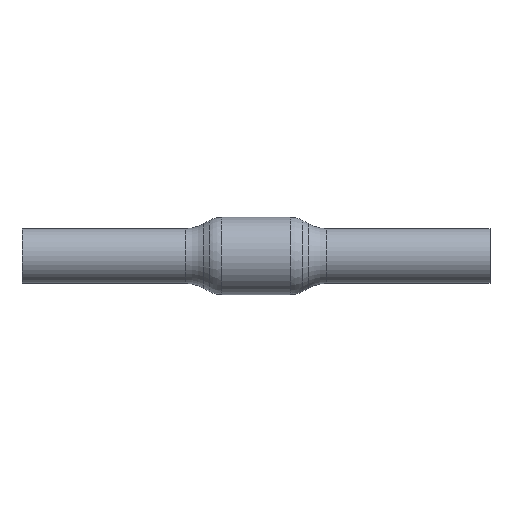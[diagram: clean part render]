
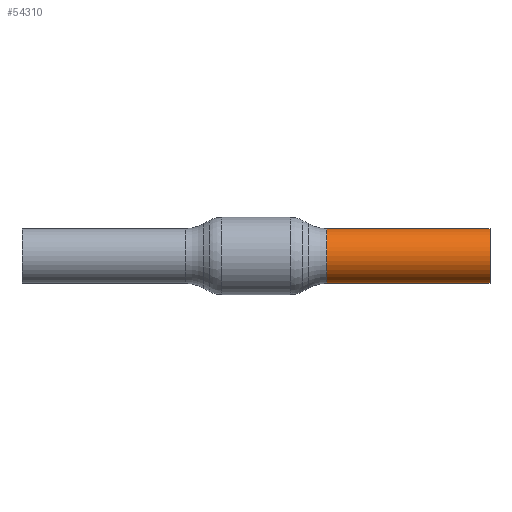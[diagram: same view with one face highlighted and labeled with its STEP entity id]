
A CAD part, front view. The second image highlights one B-rep face of the part: STEP entity #54310.
In plain terms, the highlighted cylindrical face has radius 13.45 mm (diameter 26.9 mm), a partial arc.
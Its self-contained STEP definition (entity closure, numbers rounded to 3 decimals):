
#2929 = VERTEX_POINT ( 'NONE', #6824 ) ;
#3924 = LINE ( 'NONE', #19300, #32943 ) ;
#5096 = DIRECTION ( 'NONE',  ( -1., 0., 0. ) ) ;
#5322 = CYLINDRICAL_SURFACE ( 'NONE', #13821, 13.45 ) ;
#6824 = CARTESIAN_POINT ( 'NONE',  ( 115., 0., -13.45 ) ) ;
#9627 = VERTEX_POINT ( 'NONE', #38459 ) ;
#13821 = AXIS2_PLACEMENT_3D ( 'NONE', #31115, #25888, #56286 ) ;
#14006 = ORIENTED_EDGE ( 'NONE', *, *, #25354, .F. ) ;
#14926 = DIRECTION ( 'NONE',  ( 0., 0., -1. ) ) ;
#15123 = ORIENTED_EDGE ( 'NONE', *, *, #30112, .F. ) ;
#15484 = AXIS2_PLACEMENT_3D ( 'NONE', #29237, #5096, #39381 ) ;
#16541 = ORIENTED_EDGE ( 'NONE', *, *, #30120, .F. ) ;
#18616 = CARTESIAN_POINT ( 'NONE',  ( 115., 0., 13.45 ) ) ;
#19300 = CARTESIAN_POINT ( 'NONE',  ( -62.69, 0., -13.45 ) ) ;
#20438 = CARTESIAN_POINT ( 'NONE',  ( -62.69, 0., 13.45 ) ) ;
#25354 = EDGE_CURVE ( 'NONE', #2929, #28744, #3924, .T. ) ;
#25888 = DIRECTION ( 'NONE',  ( -1., 0., 0. ) ) ;
#27939 = CIRCLE ( 'NONE', #15484, 13.45 ) ;
#28744 = VERTEX_POINT ( 'NONE', #28771 ) ;
#28771 = CARTESIAN_POINT ( 'NONE',  ( 34.686, 0., -13.45 ) ) ;
#29237 = CARTESIAN_POINT ( 'NONE',  ( 34.686, 0., 0. ) ) ;
#29787 = VERTEX_POINT ( 'NONE', #18616 ) ;
#30112 = EDGE_CURVE ( 'NONE', #29787, #2929, #32143, .T. ) ;
#30120 = EDGE_CURVE ( 'NONE', #28744, #9627, #27939, .T. ) ;
#31115 = CARTESIAN_POINT ( 'NONE',  ( -62.69, 0., 0. ) ) ;
#31202 = ORIENTED_EDGE ( 'NONE', *, *, #43575, .T. ) ;
#32143 = CIRCLE ( 'NONE', #61354, 13.45 ) ;
#32943 = VECTOR ( 'NONE', #64389, 1000. ) ;
#36686 = EDGE_LOOP ( 'NONE', ( #14006, #15123, #31202, #16541 ) ) ;
#38459 = CARTESIAN_POINT ( 'NONE',  ( 34.686, 0., 13.45 ) ) ;
#39381 = DIRECTION ( 'NONE',  ( 0., 0., 1. ) ) ;
#39681 = LINE ( 'NONE', #20438, #51659 ) ;
#40917 = FACE_OUTER_BOUND ( 'NONE', #36686, .T. ) ;
#43575 = EDGE_CURVE ( 'NONE', #29787, #9627, #39681, .T. ) ;
#48840 = DIRECTION ( 'NONE',  ( 1., 0., 0. ) ) ;
#51659 = VECTOR ( 'NONE', #64227, 1000. ) ;
#54310 = ADVANCED_FACE ( 'NONE', ( #40917 ), #5322, .T. ) ;
#56286 = DIRECTION ( 'NONE',  ( 0., 0., 1. ) ) ;
#61354 = AXIS2_PLACEMENT_3D ( 'NONE', #63930, #48840, #14926 ) ;
#63930 = CARTESIAN_POINT ( 'NONE',  ( 115., 0., 0. ) ) ;
#64227 = DIRECTION ( 'NONE',  ( -1., 0., 0. ) ) ;
#64389 = DIRECTION ( 'NONE',  ( -1., 0., 0. ) ) ;
